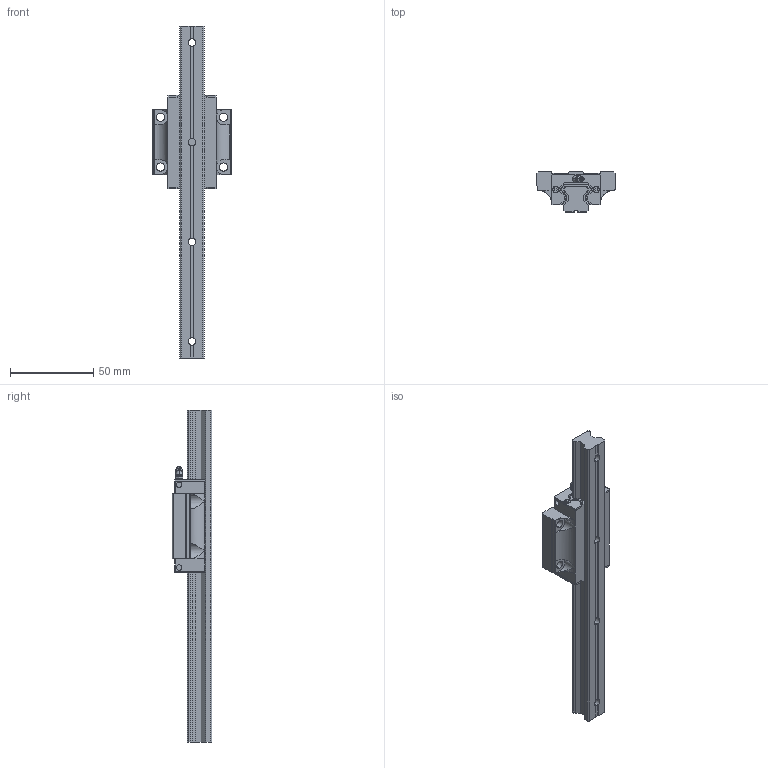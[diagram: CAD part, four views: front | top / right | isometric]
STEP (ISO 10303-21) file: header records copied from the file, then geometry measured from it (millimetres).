
FILE_DESCRIPTION(('STEP AP214'),'1');
FILE_NAME('1090_LSFSA24-150-FC-N-EC15.step','2018-08-26T02:20:56',(' '),(' '),'Spatial InterOp 3D',' ',' ');
FILE_SCHEMA(('automotive_design'));
Length unit declared in the file: millimetre
Products named in the file (2): 1; 2
Bounding box: 47 x 24 x 200 mm (x, y, z)
Volume: 66655.3 mm3; surface area: 25205.8 mm2
Topology: 2 solids, 2 shells, 438 faces, 1133 edges, 721 vertices
Faces by surface type: plane 283, cylinder 91, cone 58, torus 4, sphere 2
Entity records: 16863 total; most frequent: CARTESIAN_POINT 2540, ORIENTED_EDGE 2262, DIRECTION 2224, EDGE_CURVE 1131, LINE 806, VECTOR 806, VERTEX_POINT 721, AXIS2_PLACEMENT_3D 709
